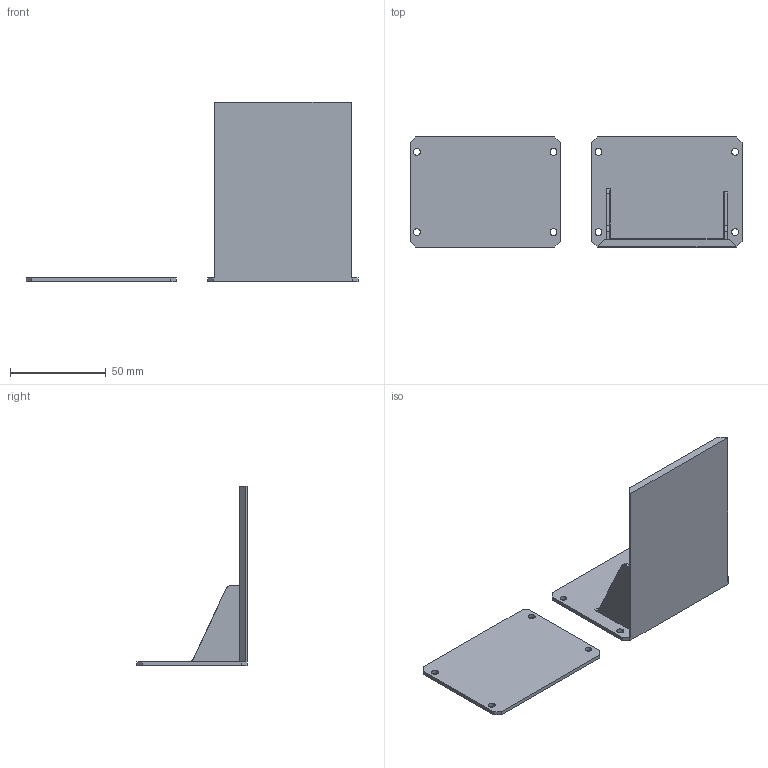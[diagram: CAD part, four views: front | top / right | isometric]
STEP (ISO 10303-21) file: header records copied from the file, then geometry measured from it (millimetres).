
FILE_DESCRIPTION(/* description */ (''),/* implementation_level */ '2;1');
FILE_NAME(/* name */ 'CPU Tray - Template V3.step',/* time_stamp */ '2023-08-19T08:29:54-05:00',/* author */ (''),/* organization */ (''),/* preprocessor_version */ 'ST-DEVELOPER v20',/* originating_system */ 'Autodesk Translation Framework v12.9.0.99',/* authorisation */ '');
FILE_SCHEMA (('AUTOMOTIVE_DESIGN { 1 0 10303 214 3 1 1 }'));
Length unit declared in the file: millimetre
Products named in the file (3): CPU Tray - Template V3; Panel Template; Tray Template
Assembly tree (2 placements, depth 2):
  CPU Tray - Template V3
    Panel Template
    Tray Template
Bounding box: 173.6 x 57.6 x 93.9 mm (x, y, z)
Volume: 45214.9 mm3; surface area: 35036.6 mm2
Topology: 2 solids, 2 shells, 52 faces, 140 edges, 90 vertices
Faces by surface type: plane 34, cylinder 16, bspline 2
Full cylindrical faces by diameter (mm): 3.6 x8
Entity records: 1772 total; most frequent: CARTESIAN_POINT 343, DIRECTION 278, ORIENTED_EDGE 276, EDGE_CURVE 138, LINE 106, VECTOR 106, VERTEX_POINT 90, AXIS2_PLACEMENT_3D 86
